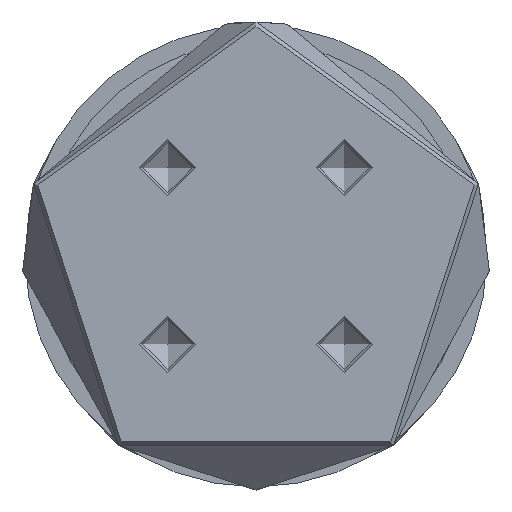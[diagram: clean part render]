
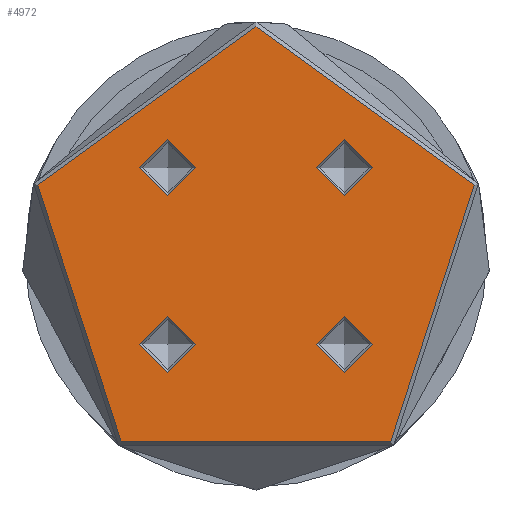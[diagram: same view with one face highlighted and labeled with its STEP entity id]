
A CAD part, front view. The second image highlights one B-rep face of the part: STEP entity #4972.
In plain terms, the highlighted face is planar.
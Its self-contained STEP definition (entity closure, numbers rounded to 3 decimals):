
#82 = DIRECTION ( 'NONE',  ( -1., 0., 0. ) ) ;
#104 = CARTESIAN_POINT ( 'NONE',  ( 14.142, 14.142, 0. ) ) ;
#194 = DIRECTION ( 'NONE',  ( 1., 0., 0. ) ) ;
#226 = EDGE_LOOP ( 'NONE', ( #1895 ) ) ;
#343 = VERTEX_POINT ( 'NONE', #5354 ) ;
#468 = EDGE_LOOP ( 'NONE', ( #5032 ) ) ;
#502 = AXIS2_PLACEMENT_3D ( 'NONE', #104, #3408, #574 ) ;
#574 = DIRECTION ( 'NONE',  ( 1., 0., 0. ) ) ;
#578 = EDGE_CURVE ( 'NONE', #2503, #2503, #2346, .T. ) ;
#661 = EDGE_CURVE ( 'NONE', #1239, #1239, #2118, .T. ) ;
#697 = CARTESIAN_POINT ( 'NONE',  ( -14.142, -14.142, 0. ) ) ;
#750 = FACE_BOUND ( 'NONE', #226, .T. ) ;
#979 = CIRCLE ( 'NONE', #502, 4.5 ) ;
#1072 = CARTESIAN_POINT ( 'NONE',  ( 36.75, 0., 0. ) ) ;
#1121 = DIRECTION ( 'NONE',  ( 0., 0., -1. ) ) ;
#1136 = PLANE ( 'NONE',  #5544 ) ;
#1180 = DIRECTION ( 'NONE',  ( -1., 0., 0. ) ) ;
#1239 = VERTEX_POINT ( 'NONE', #4367 ) ;
#1580 = CARTESIAN_POINT ( 'NONE',  ( -18.642, 14.142, 0. ) ) ;
#1714 = CIRCLE ( 'NONE', #5241, 4.5 ) ;
#1738 = CARTESIAN_POINT ( 'NONE',  ( 14.142, -14.142, 0. ) ) ;
#1769 = CIRCLE ( 'NONE', #3403, 4.5 ) ;
#1895 = ORIENTED_EDGE ( 'NONE', *, *, #2694, .T. ) ;
#2019 = FACE_BOUND ( 'NONE', #5983, .T. ) ;
#2045 = VERTEX_POINT ( 'NONE', #1580 ) ;
#2118 = CIRCLE ( 'NONE', #5686, 4.5 ) ;
#2160 = FACE_BOUND ( 'NONE', #468, .T. ) ;
#2182 = EDGE_LOOP ( 'NONE', ( #5691 ) ) ;
#2346 = CIRCLE ( 'NONE', #5808, 36.75 ) ;
#2503 = VERTEX_POINT ( 'NONE', #1072 ) ;
#2581 = CARTESIAN_POINT ( 'NONE',  ( 0., 0., 0. ) ) ;
#2694 = EDGE_CURVE ( 'NONE', #2045, #2045, #1769, .T. ) ;
#2735 = EDGE_LOOP ( 'NONE', ( #3399 ) ) ;
#2890 = ORIENTED_EDGE ( 'NONE', *, *, #661, .T. ) ;
#2933 = DIRECTION ( 'NONE',  ( 0., 0., -1. ) ) ;
#3031 = DIRECTION ( 'NONE',  ( 0., 0., 1. ) ) ;
#3043 = DIRECTION ( 'NONE',  ( -1., 0., 0. ) ) ;
#3399 = ORIENTED_EDGE ( 'NONE', *, *, #4778, .F. ) ;
#3403 = AXIS2_PLACEMENT_3D ( 'NONE', #5727, #2933, #82 ) ;
#3408 = DIRECTION ( 'NONE',  ( 0., 0., 1. ) ) ;
#3957 = VERTEX_POINT ( 'NONE', #5827 ) ;
#4005 = DIRECTION ( 'NONE',  ( 0., 0., 1. ) ) ;
#4367 = CARTESIAN_POINT ( 'NONE',  ( 18.642, -14.142, 0. ) ) ;
#4516 = FACE_BOUND ( 'NONE', #2735, .T. ) ;
#4778 = EDGE_CURVE ( 'NONE', #343, #343, #979, .T. ) ;
#4915 = DIRECTION ( 'NONE',  ( 1., 0., 0. ) ) ;
#4972 = ADVANCED_FACE ( 'NONE', ( #2160, #750, #2019, #4516, #5604 ), #1136, .F. ) ;
#5000 = EDGE_CURVE ( 'NONE', #3957, #3957, #1714, .T. ) ;
#5032 = ORIENTED_EDGE ( 'NONE', *, *, #5000, .F. ) ;
#5241 = AXIS2_PLACEMENT_3D ( 'NONE', #697, #4005, #1180 ) ;
#5354 = CARTESIAN_POINT ( 'NONE',  ( 18.642, 14.142, 0. ) ) ;
#5544 = AXIS2_PLACEMENT_3D ( 'NONE', #2581, #5848, #3043 ) ;
#5604 = FACE_OUTER_BOUND ( 'NONE', #2182, .T. ) ;
#5686 = AXIS2_PLACEMENT_3D ( 'NONE', #1738, #1121, #4915 ) ;
#5691 = ORIENTED_EDGE ( 'NONE', *, *, #578, .T. ) ;
#5727 = CARTESIAN_POINT ( 'NONE',  ( -14.142, 14.142, 0. ) ) ;
#5808 = AXIS2_PLACEMENT_3D ( 'NONE', #5833, #3031, #194 ) ;
#5827 = CARTESIAN_POINT ( 'NONE',  ( -18.642, -14.142, 0. ) ) ;
#5833 = CARTESIAN_POINT ( 'NONE',  ( 0., 0., 0. ) ) ;
#5848 = DIRECTION ( 'NONE',  ( 0., 0., -1. ) ) ;
#5983 = EDGE_LOOP ( 'NONE', ( #2890 ) ) ;
